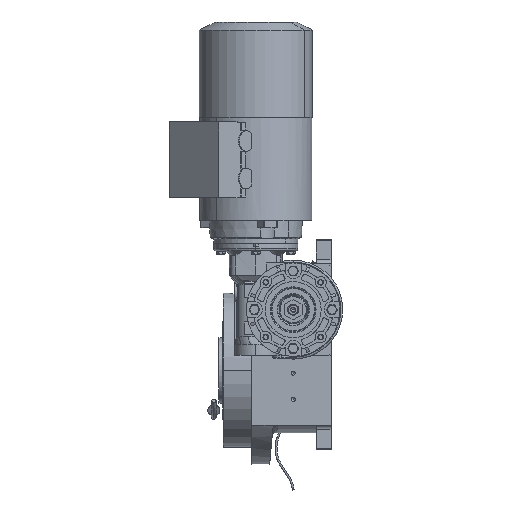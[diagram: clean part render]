
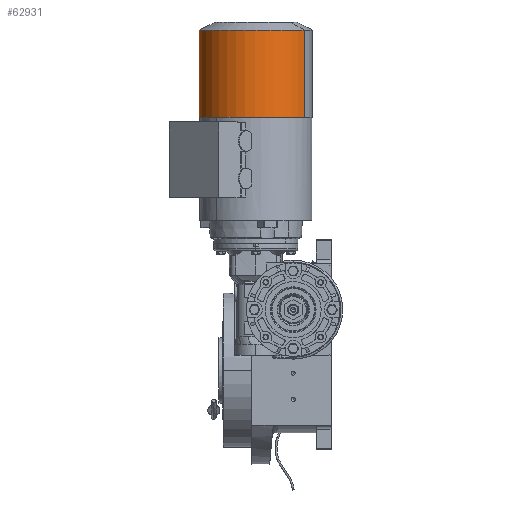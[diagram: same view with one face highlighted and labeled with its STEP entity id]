
A CAD part, left-side view. The second image highlights one B-rep face of the part: STEP entity #62931.
In plain terms, the highlighted cylindrical face has radius 60.5 mm (diameter 121 mm), a partial arc.
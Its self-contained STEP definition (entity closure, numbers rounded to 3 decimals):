
#2378 = CARTESIAN_POINT ( 'NONE',  ( -26.951, -6.286, 0. ) ) ;
#5143 = CARTESIAN_POINT ( 'NONE',  ( -64.811, -20.922, -58.703 ) ) ;
#6043 = ORIENTED_EDGE ( 'NONE', *, *, #44569, .F. ) ;
#11733 = VERTEX_POINT ( 'NONE', #107241 ) ;
#12730 = ORIENTED_EDGE ( 'NONE', *, *, #78645, .F. ) ;
#22368 = VERTEX_POINT ( 'NONE', #44526 ) ;
#29192 = DIRECTION ( 'NONE',  ( 0., 0.242, 0.97 ) ) ;
#31063 = CYLINDRICAL_SURFACE ( 'NONE', #79526, 60.5 ) ;
#38798 = CARTESIAN_POINT ( 'NONE',  ( -158.212, -20.922, -58.703 ) ) ;
#40580 = DIRECTION ( 'NONE',  ( 0., 0.242, 0.97 ) ) ;
#43648 = DIRECTION ( 'NONE',  ( -1., 0., 0. ) ) ;
#44526 = CARTESIAN_POINT ( 'NONE',  ( -158.212, 8.35, 58.703 ) ) ;
#44569 = EDGE_CURVE ( 'NONE', #46689, #22368, #63559, .T. ) ;
#46689 = VERTEX_POINT ( 'NONE', #64530 ) ;
#46736 = CIRCLE ( 'NONE', #62957, 60.5 ) ;
#48014 = AXIS2_PLACEMENT_3D ( 'NONE', #115249, #77269, #67911 ) ;
#48727 = DIRECTION ( 'NONE',  ( 1., 0., 0. ) ) ;
#56468 = EDGE_LOOP ( 'NONE', ( #68113, #86179, #12730, #6043 ) ) ;
#58065 = LINE ( 'NONE', #38798, #104308 ) ;
#62931 = ADVANCED_FACE ( 'NONE', ( #116339 ), #31063, .T. ) ;
#62957 = AXIS2_PLACEMENT_3D ( 'NONE', #99078, #87904, #40580 ) ;
#63559 = LINE ( 'NONE', #89796, #115808 ) ;
#64530 = CARTESIAN_POINT ( 'NONE',  ( -64.811, 8.35, 58.703 ) ) ;
#66527 = DIRECTION ( 'NONE',  ( -1., 0., 0. ) ) ;
#67911 = DIRECTION ( 'NONE',  ( 0., -0.242, -0.97 ) ) ;
#68113 = ORIENTED_EDGE ( 'NONE', *, *, #102667, .F. ) ;
#77269 = DIRECTION ( 'NONE',  ( 1., 0., 0. ) ) ;
#78645 = EDGE_CURVE ( 'NONE', #22368, #11733, #46736, .T. ) ;
#79526 = AXIS2_PLACEMENT_3D ( 'NONE', #2378, #66527, #29192 ) ;
#85776 = CIRCLE ( 'NONE', #48014, 60.5 ) ;
#86179 = ORIENTED_EDGE ( 'NONE', *, *, #93873, .F. ) ;
#87904 = DIRECTION ( 'NONE',  ( -1., 0., 0. ) ) ;
#89796 = CARTESIAN_POINT ( 'NONE',  ( -64.811, 8.35, 58.703 ) ) ;
#93873 = EDGE_CURVE ( 'NONE', #11733, #97476, #58065, .T. ) ;
#97476 = VERTEX_POINT ( 'NONE', #5143 ) ;
#99078 = CARTESIAN_POINT ( 'NONE',  ( -158.212, -6.286, 0. ) ) ;
#102667 = EDGE_CURVE ( 'NONE', #97476, #46689, #85776, .T. ) ;
#104308 = VECTOR ( 'NONE', #48727, 1000. ) ;
#107241 = CARTESIAN_POINT ( 'NONE',  ( -158.212, -20.922, -58.703 ) ) ;
#115249 = CARTESIAN_POINT ( 'NONE',  ( -64.811, -6.286, 0. ) ) ;
#115808 = VECTOR ( 'NONE', #43648, 1000. ) ;
#116339 = FACE_OUTER_BOUND ( 'NONE', #56468, .T. ) ;
